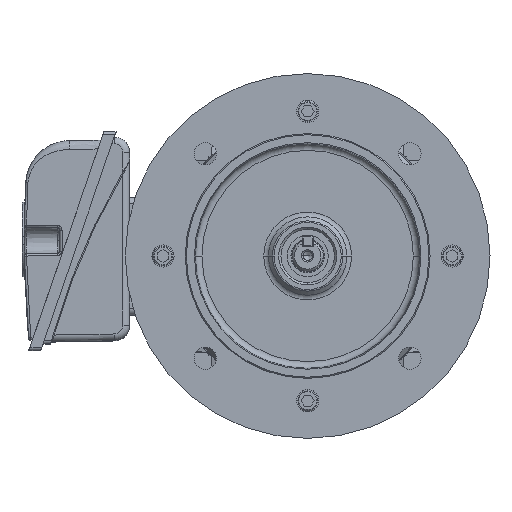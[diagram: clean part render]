
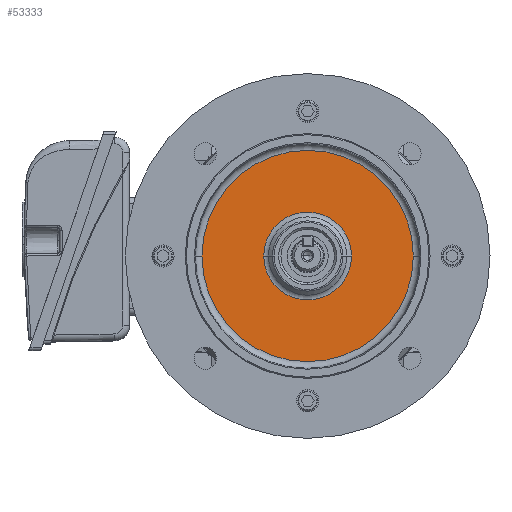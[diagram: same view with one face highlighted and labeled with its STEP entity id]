
A CAD part, top view. The second image highlights one B-rep face of the part: STEP entity #53333.
In plain terms, the highlighted face is planar.
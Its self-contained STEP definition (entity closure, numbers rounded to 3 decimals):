
#643 = EDGE_CURVE ( 'NONE', #15668, #43426, #44546, .T. ) ;
#7198 = AXIS2_PLACEMENT_3D ( 'NONE', #11312, #26261, #35961 ) ;
#7326 = AXIS2_PLACEMENT_3D ( 'NONE', #17995, #61916, #46788 ) ;
#11312 = CARTESIAN_POINT ( 'NONE',  ( 8.5, 50.256, 0. ) ) ;
#11541 = CARTESIAN_POINT ( 'NONE',  ( 8.5, 0., -47.507 ) ) ;
#13623 = CIRCLE ( 'NONE', #54848, 47.507 ) ;
#14361 = FACE_OUTER_BOUND ( 'NONE', #58679, .T. ) ;
#14446 = CIRCLE ( 'NONE', #7326, 47.507 ) ;
#14758 = EDGE_CURVE ( 'NONE', #50383, #61941, #14446, .T. ) ;
#15668 = VERTEX_POINT ( 'NONE', #52845 ) ;
#16868 = DIRECTION ( 'NONE',  ( 0., 0., -1. ) ) ;
#17305 = ORIENTED_EDGE ( 'NONE', *, *, #14758, .T. ) ;
#17603 = CARTESIAN_POINT ( 'NONE',  ( 8.5, 0., -19.743 ) ) ;
#17995 = CARTESIAN_POINT ( 'NONE',  ( 8.5, 0., 0. ) ) ;
#18040 = DIRECTION ( 'NONE',  ( 0., 0., -1. ) ) ;
#19422 = AXIS2_PLACEMENT_3D ( 'NONE', #46989, #27967, #27745 ) ;
#23702 = CARTESIAN_POINT ( 'NONE',  ( 8.5, 0., 0. ) ) ;
#26261 = DIRECTION ( 'NONE',  ( 1., 0., 0. ) ) ;
#26677 = PLANE ( 'NONE',  #7198 ) ;
#26751 = FACE_BOUND ( 'NONE', #47912, .T. ) ;
#27624 = ORIENTED_EDGE ( 'NONE', *, *, #31933, .T. ) ;
#27745 = DIRECTION ( 'NONE',  ( 0., 0., -1. ) ) ;
#27967 = DIRECTION ( 'NONE',  ( 1., 0., 0. ) ) ;
#31806 = CARTESIAN_POINT ( 'NONE',  ( 8.5, 0., 0. ) ) ;
#31933 = EDGE_CURVE ( 'NONE', #43426, #15668, #37612, .T. ) ;
#32020 = DIRECTION ( 'NONE',  ( 1., 0., 0. ) ) ;
#35961 = DIRECTION ( 'NONE',  ( 0., 0., -1. ) ) ;
#37127 = AXIS2_PLACEMENT_3D ( 'NONE', #31806, #32020, #16868 ) ;
#37612 = CIRCLE ( 'NONE', #37127, 19.743 ) ;
#43138 = ORIENTED_EDGE ( 'NONE', *, *, #52996, .T. ) ;
#43426 = VERTEX_POINT ( 'NONE', #17603 ) ;
#44546 = CIRCLE ( 'NONE', #19422, 19.743 ) ;
#46788 = DIRECTION ( 'NONE',  ( 0., 0., -1. ) ) ;
#46989 = CARTESIAN_POINT ( 'NONE',  ( 8.5, 0., 0. ) ) ;
#47912 = EDGE_LOOP ( 'NONE', ( #27624, #63222 ) ) ;
#50142 = CARTESIAN_POINT ( 'NONE',  ( 8.5, 0., 47.507 ) ) ;
#50383 = VERTEX_POINT ( 'NONE', #50142 ) ;
#52845 = CARTESIAN_POINT ( 'NONE',  ( 8.5, 0., 19.743 ) ) ;
#52996 = EDGE_CURVE ( 'NONE', #61941, #50383, #13623, .T. ) ;
#53333 = ADVANCED_FACE ( 'NONE', ( #26751, #14361 ), #26677, .F. ) ;
#54848 = AXIS2_PLACEMENT_3D ( 'NONE', #23702, #62832, #18040 ) ;
#58679 = EDGE_LOOP ( 'NONE', ( #43138, #17305 ) ) ;
#61916 = DIRECTION ( 'NONE',  ( -1., 0., 0. ) ) ;
#61941 = VERTEX_POINT ( 'NONE', #11541 ) ;
#62832 = DIRECTION ( 'NONE',  ( -1., 0., 0. ) ) ;
#63222 = ORIENTED_EDGE ( 'NONE', *, *, #643, .T. ) ;
